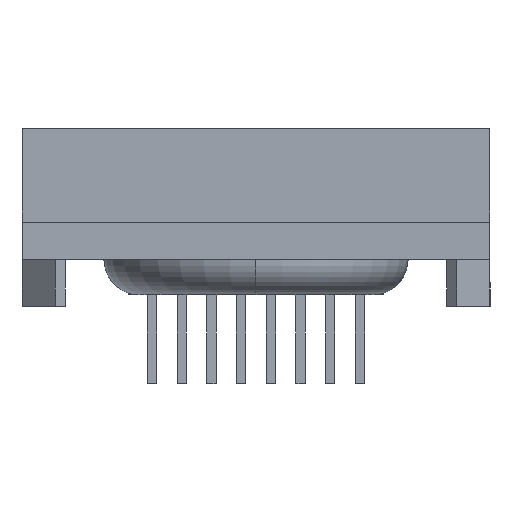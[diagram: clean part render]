
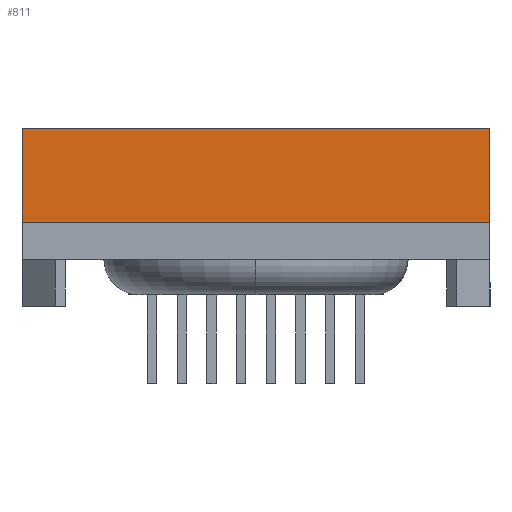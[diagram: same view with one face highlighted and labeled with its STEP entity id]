
A CAD part, left-side view. The second image highlights one B-rep face of the part: STEP entity #811.
In plain terms, the highlighted planar face has unit normal (-1, 0, 0).
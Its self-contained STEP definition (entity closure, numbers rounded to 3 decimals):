
#235 = ORIENTED_EDGE ( 'NONE', *, *, #2217, .T. ) ;
#519 = CARTESIAN_POINT ( 'NONE',  ( -27.5, 10., 1.6 ) ) ;
#597 = DIRECTION ( 'NONE',  ( 1., 0., 0. ) ) ;
#765 = EDGE_CURVE ( 'NONE', #9402, #8752, #3028, .T. ) ;
#811 = ADVANCED_FACE ( 'NONE', ( #4853 ), #2386, .F. ) ;
#1317 = EDGE_CURVE ( 'NONE', #6869, #8381, #11412, .T. ) ;
#1651 = CARTESIAN_POINT ( 'NONE',  ( -27.5, -10., 5.6 ) ) ;
#2101 = AXIS2_PLACEMENT_3D ( 'NONE', #6008, #597, #6914 ) ;
#2166 = CARTESIAN_POINT ( 'NONE',  ( -27.5, 10., 1.6 ) ) ;
#2217 = EDGE_CURVE ( 'NONE', #6869, #9402, #8630, .T. ) ;
#2386 = PLANE ( 'NONE',  #2101 ) ;
#2400 = LINE ( 'NONE', #1651, #11157 ) ;
#3028 = LINE ( 'NONE', #519, #5432 ) ;
#3587 = ORIENTED_EDGE ( 'NONE', *, *, #5419, .F. ) ;
#3727 = CARTESIAN_POINT ( 'NONE',  ( -27.5, 10., 5.6 ) ) ;
#4853 = FACE_OUTER_BOUND ( 'NONE', #5709, .T. ) ;
#4959 = VECTOR ( 'NONE', #9882, 1000. ) ;
#5110 = DIRECTION ( 'NONE',  ( 0., 0., -1. ) ) ;
#5184 = DIRECTION ( 'NONE',  ( 0., -1., 0. ) ) ;
#5419 = EDGE_CURVE ( 'NONE', #8381, #8752, #2400, .T. ) ;
#5432 = VECTOR ( 'NONE', #5931, 1000. ) ;
#5445 = CARTESIAN_POINT ( 'NONE',  ( -27.5, 10., 5.6 ) ) ;
#5709 = EDGE_LOOP ( 'NONE', ( #10509, #3587, #10189, #235 ) ) ;
#5931 = DIRECTION ( 'NONE',  ( 0., -1., 0. ) ) ;
#6008 = CARTESIAN_POINT ( 'NONE',  ( -27.5, 10., 5.6 ) ) ;
#6869 = VERTEX_POINT ( 'NONE', #3727 ) ;
#6914 = DIRECTION ( 'NONE',  ( 0., 1., 0. ) ) ;
#8381 = VERTEX_POINT ( 'NONE', #8538 ) ;
#8503 = CARTESIAN_POINT ( 'NONE',  ( -27.5, -10., 1.6 ) ) ;
#8538 = CARTESIAN_POINT ( 'NONE',  ( -27.5, -10., 5.6 ) ) ;
#8630 = LINE ( 'NONE', #5445, #4959 ) ;
#8752 = VERTEX_POINT ( 'NONE', #8503 ) ;
#8779 = CARTESIAN_POINT ( 'NONE',  ( -27.5, 10., 5.6 ) ) ;
#9044 = VECTOR ( 'NONE', #5184, 1000. ) ;
#9402 = VERTEX_POINT ( 'NONE', #2166 ) ;
#9882 = DIRECTION ( 'NONE',  ( 0., 0., -1. ) ) ;
#10189 = ORIENTED_EDGE ( 'NONE', *, *, #1317, .F. ) ;
#10509 = ORIENTED_EDGE ( 'NONE', *, *, #765, .T. ) ;
#11157 = VECTOR ( 'NONE', #5110, 1000. ) ;
#11412 = LINE ( 'NONE', #8779, #9044 ) ;
